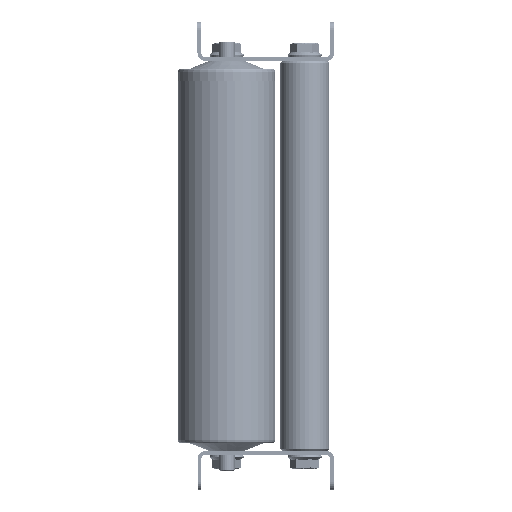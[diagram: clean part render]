
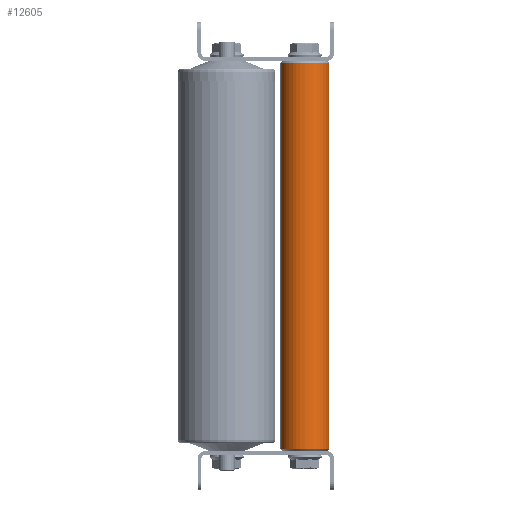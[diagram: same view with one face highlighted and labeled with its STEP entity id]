
A CAD part, left-side view. The second image highlights one B-rep face of the part: STEP entity #12605.
In plain terms, the highlighted cylindrical face has radius 12.5 mm (diameter 25 mm), a partial arc.
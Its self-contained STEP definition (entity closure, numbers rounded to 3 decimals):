
#457 = DIRECTION ( 'NONE',  ( 0., 0., -1. ) ) ;
#1019 = VECTOR ( 'NONE', #53380, 1000. ) ;
#2662 = CARTESIAN_POINT ( 'NONE',  ( 199., 0., 12.5 ) ) ;
#6190 = AXIS2_PLACEMENT_3D ( 'NONE', #63899, #35026, #457 ) ;
#11039 = DIRECTION ( 'NONE',  ( 1., 0., 0. ) ) ;
#11328 = ORIENTED_EDGE ( 'NONE', *, *, #50054, .T. ) ;
#11355 = CARTESIAN_POINT ( 'NONE',  ( 199., 0., -12.5 ) ) ;
#12605 = ADVANCED_FACE ( 'NONE', ( #55615 ), #25177, .T. ) ;
#12668 = CARTESIAN_POINT ( 'NONE',  ( 1., 0., -12.5 ) ) ;
#13499 = ORIENTED_EDGE ( 'NONE', *, *, #50561, .T. ) ;
#15821 = VERTEX_POINT ( 'NONE', #63424 ) ;
#21765 = VERTEX_POINT ( 'NONE', #11355 ) ;
#25177 = CYLINDRICAL_SURFACE ( 'NONE', #30880, 12.5 ) ;
#25491 = DIRECTION ( 'NONE',  ( -1., 0., 0. ) ) ;
#28535 = ORIENTED_EDGE ( 'NONE', *, *, #40205, .F. ) ;
#29464 = EDGE_CURVE ( 'NONE', #21765, #45210, #36601, .T. ) ;
#30314 = DIRECTION ( 'NONE',  ( 0., 0., 1. ) ) ;
#30376 = VERTEX_POINT ( 'NONE', #2662 ) ;
#30880 = AXIS2_PLACEMENT_3D ( 'NONE', #55919, #25491, #30314 ) ;
#31030 = CARTESIAN_POINT ( 'NONE',  ( 1., 0., 0. ) ) ;
#31975 = VECTOR ( 'NONE', #46351, 1000. ) ;
#34281 = AXIS2_PLACEMENT_3D ( 'NONE', #31030, #11039, #35581 ) ;
#35026 = DIRECTION ( 'NONE',  ( -1., 0., 0. ) ) ;
#35581 = DIRECTION ( 'NONE',  ( 0., 0., -1. ) ) ;
#36601 = LINE ( 'NONE', #41492, #31975 ) ;
#37726 = ORIENTED_EDGE ( 'NONE', *, *, #29464, .T. ) ;
#38406 = CIRCLE ( 'NONE', #34281, 12.5 ) ;
#39056 = CARTESIAN_POINT ( 'NONE',  ( 200., 0., 12.5 ) ) ;
#40205 = EDGE_CURVE ( 'NONE', #30376, #15821, #52745, .T. ) ;
#41492 = CARTESIAN_POINT ( 'NONE',  ( 200., 0., -12.5 ) ) ;
#45210 = VERTEX_POINT ( 'NONE', #12668 ) ;
#46351 = DIRECTION ( 'NONE',  ( -1., 0., 0. ) ) ;
#50054 = EDGE_CURVE ( 'NONE', #30376, #21765, #62037, .T. ) ;
#50561 = EDGE_CURVE ( 'NONE', #45210, #15821, #38406, .T. ) ;
#52330 = EDGE_LOOP ( 'NONE', ( #11328, #37726, #13499, #28535 ) ) ;
#52745 = LINE ( 'NONE', #39056, #1019 ) ;
#53380 = DIRECTION ( 'NONE',  ( -1., 0., 0. ) ) ;
#55615 = FACE_OUTER_BOUND ( 'NONE', #52330, .T. ) ;
#55919 = CARTESIAN_POINT ( 'NONE',  ( 200., 0., 0. ) ) ;
#62037 = CIRCLE ( 'NONE', #6190, 12.5 ) ;
#63424 = CARTESIAN_POINT ( 'NONE',  ( 1., 0., 12.5 ) ) ;
#63899 = CARTESIAN_POINT ( 'NONE',  ( 199., 0., 0. ) ) ;
